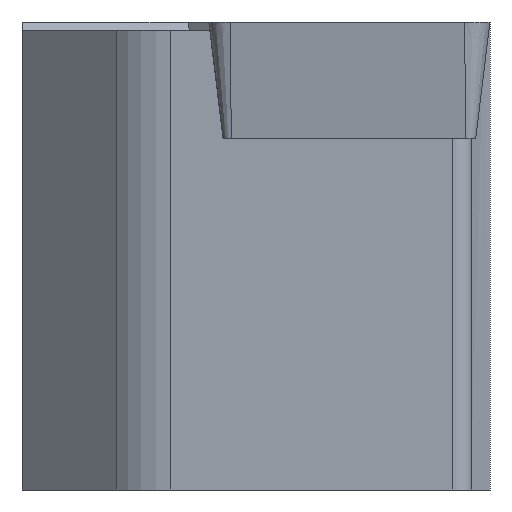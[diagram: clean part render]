
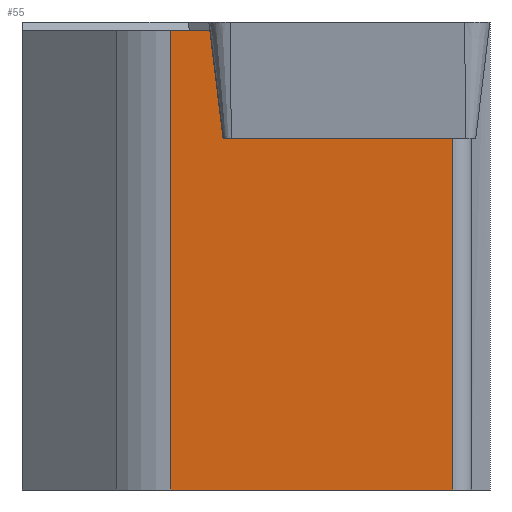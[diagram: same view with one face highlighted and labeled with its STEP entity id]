
A CAD part, left-side view. The second image highlights one B-rep face of the part: STEP entity #55.
In plain terms, the highlighted planar face has unit normal (-0.996, 0.087, 0).
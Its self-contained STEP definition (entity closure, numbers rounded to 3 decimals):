
#55=ADVANCED_FACE('',(#100),#80,.F.);
#80=PLANE('',#509);
#100=FACE_OUTER_BOUND('',#126,.T.);
#126=EDGE_LOOP('',(#182,#183,#184,#185,#186,#187));
#182=ORIENTED_EDGE('',*,*,#353,.F.);
#183=ORIENTED_EDGE('',*,*,#344,.F.);
#184=ORIENTED_EDGE('',*,*,#354,.T.);
#185=ORIENTED_EDGE('',*,*,#355,.F.);
#186=ORIENTED_EDGE('',*,*,#351,.T.);
#187=ORIENTED_EDGE('',*,*,#356,.F.);
#293=VERTEX_POINT('',#679);
#301=VERTEX_POINT('',#694);
#306=VERTEX_POINT('',#708);
#307=VERTEX_POINT('',#710);
#308=VERTEX_POINT('',#714);
#309=VERTEX_POINT('',#716);
#344=EDGE_CURVE('',#301,#293,#407,.T.);
#351=EDGE_CURVE('',#307,#306,#413,.T.);
#353=EDGE_CURVE('',#293,#308,#414,.T.);
#354=EDGE_CURVE('',#301,#309,#415,.T.);
#355=EDGE_CURVE('',#307,#309,#416,.T.);
#356=EDGE_CURVE('',#308,#306,#417,.T.);
#407=LINE('',#695,#457);
#413=LINE('',#709,#463);
#414=LINE('',#713,#464);
#415=LINE('',#715,#465);
#416=LINE('',#717,#466);
#417=LINE('',#718,#467);
#457=VECTOR('',#555,1.);
#463=VECTOR('',#567,1.);
#464=VECTOR('',#572,1.);
#465=VECTOR('',#573,1.);
#466=VECTOR('',#574,1.);
#467=VECTOR('',#575,1.);
#509=AXIS2_PLACEMENT_3D('',#719,#576,#577);
#555=DIRECTION('',(-0.087,-0.996,0.));
#567=DIRECTION('',(0.,0.,1.));
#572=DIRECTION('',(-0.011,-0.123,-0.992));
#573=DIRECTION('',(0.,0.,-1.));
#574=DIRECTION('',(0.087,0.996,0.));
#575=DIRECTION('',(-0.087,-0.996,0.));
#576=DIRECTION('',(0.996,-0.087,0.));
#577=DIRECTION('',(0.087,0.996,0.));
#679=CARTESIAN_POINT('',(1.354,9.57,-0.3));
#694=CARTESIAN_POINT('',(1.471,10.912,-0.3));
#695=CARTESIAN_POINT('',(0.629,1.279,-0.3));
#708=CARTESIAN_POINT('',(0.629,1.279,-3.97));
#709=CARTESIAN_POINT('',(0.629,1.279,-30.));
#710=CARTESIAN_POINT('',(0.629,1.279,-16.));
#713=CARTESIAN_POINT('',(1.025,5.811,-30.567));
#714=CARTESIAN_POINT('',(1.314,9.114,-3.97));
#715=CARTESIAN_POINT('',(1.471,10.912,-30.));
#716=CARTESIAN_POINT('',(1.471,10.912,-16.));
#717=CARTESIAN_POINT('',(0.629,1.279,-16.));
#718=CARTESIAN_POINT('',(0.629,1.279,-3.97));
#719=CARTESIAN_POINT('',(0.629,1.279,-30.));
